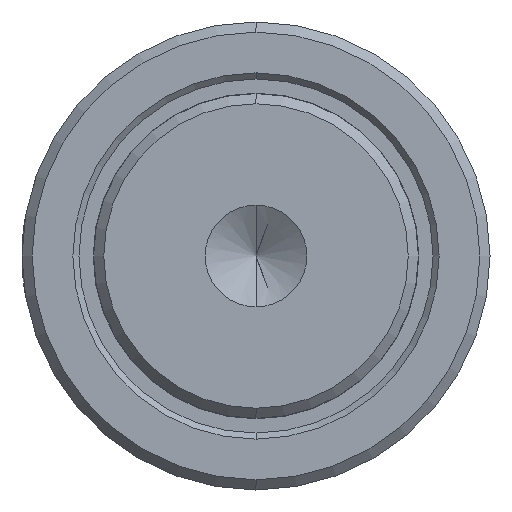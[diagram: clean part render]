
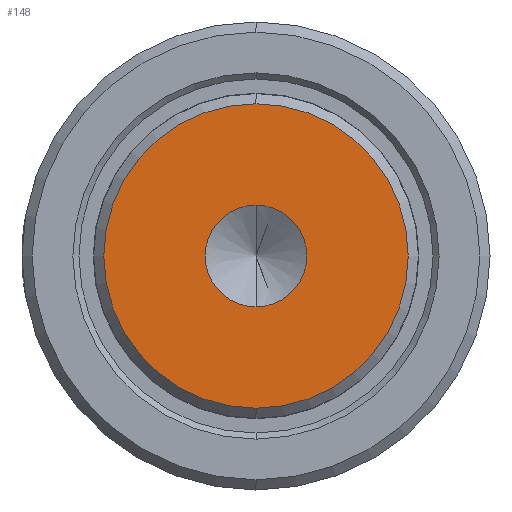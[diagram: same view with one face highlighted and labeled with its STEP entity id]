
A CAD part, left-side view. The second image highlights one B-rep face of the part: STEP entity #148.
In plain terms, the highlighted planar face has unit normal (-1, 0, 0).
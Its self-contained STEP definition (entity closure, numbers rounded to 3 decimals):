
#26 = DIRECTION ( 'NONE',  ( 0., 0., 1. ) ) ;
#36 = CIRCLE ( 'NONE', #1637, 7.48 ) ;
#52 = AXIS2_PLACEMENT_3D ( 'NONE', #1665, #1571, #1565 ) ;
#53 = DIRECTION ( 'NONE',  ( 0., 0., 1. ) ) ;
#148 = ADVANCED_FACE ( 'NONE', ( #359, #1469 ), #1679, .T. ) ;
#152 = DIRECTION ( 'NONE',  ( -1., 0., 0. ) ) ;
#160 = DIRECTION ( 'NONE',  ( 0., 0., 1. ) ) ;
#166 = DIRECTION ( 'NONE',  ( -1., 0., 0. ) ) ;
#178 = CARTESIAN_POINT ( 'NONE',  ( 0., 0., 0. ) ) ;
#179 = CARTESIAN_POINT ( 'NONE',  ( 0., 0., 0. ) ) ;
#268 = ORIENTED_EDGE ( 'NONE', *, *, #932, .F. ) ;
#320 = EDGE_LOOP ( 'NONE', ( #268, #439 ) ) ;
#359 = FACE_OUTER_BOUND ( 'NONE', #622, .T. ) ;
#439 = ORIENTED_EDGE ( 'NONE', *, *, #795, .F. ) ;
#523 = CIRCLE ( 'NONE', #1259, 7.48 ) ;
#527 = VERTEX_POINT ( 'NONE', #1210 ) ;
#622 = EDGE_LOOP ( 'NONE', ( #1611, #1127 ) ) ;
#795 = EDGE_CURVE ( 'NONE', #1690, #825, #1467, .T. ) ;
#825 = VERTEX_POINT ( 'NONE', #1227 ) ;
#887 = DIRECTION ( 'NONE',  ( 0., 0., 1. ) ) ;
#911 = DIRECTION ( 'NONE',  ( -1., 0., 0. ) ) ;
#915 = DIRECTION ( 'NONE',  ( -1., 0., 0. ) ) ;
#926 = CARTESIAN_POINT ( 'NONE',  ( 0., 0., 0. ) ) ;
#932 = EDGE_CURVE ( 'NONE', #825, #1690, #1627, .T. ) ;
#969 = AXIS2_PLACEMENT_3D ( 'NONE', #926, #915, #887 ) ;
#995 = EDGE_CURVE ( 'NONE', #527, #1732, #523, .T. ) ;
#1021 = EDGE_CURVE ( 'NONE', #1732, #527, #36, .T. ) ;
#1127 = ORIENTED_EDGE ( 'NONE', *, *, #995, .T. ) ;
#1145 = CARTESIAN_POINT ( 'NONE',  ( 0., 0., -2.5 ) ) ;
#1210 = CARTESIAN_POINT ( 'NONE',  ( 0., 0., 7.48 ) ) ;
#1227 = CARTESIAN_POINT ( 'NONE',  ( 0., 0., 2.5 ) ) ;
#1259 = AXIS2_PLACEMENT_3D ( 'NONE', #179, #166, #160 ) ;
#1467 = CIRCLE ( 'NONE', #1766, 2.5 ) ;
#1469 = FACE_BOUND ( 'NONE', #320, .T. ) ;
#1565 = DIRECTION ( 'NONE',  ( 0., 0., 1. ) ) ;
#1571 = DIRECTION ( 'NONE',  ( -1., 0., 0. ) ) ;
#1611 = ORIENTED_EDGE ( 'NONE', *, *, #1021, .T. ) ;
#1627 = CIRCLE ( 'NONE', #969, 2.5 ) ;
#1637 = AXIS2_PLACEMENT_3D ( 'NONE', #1762, #911, #26 ) ;
#1665 = CARTESIAN_POINT ( 'NONE',  ( 0., 0., 0. ) ) ;
#1679 = PLANE ( 'NONE',  #52 ) ;
#1690 = VERTEX_POINT ( 'NONE', #1145 ) ;
#1725 = CARTESIAN_POINT ( 'NONE',  ( 0., 0., -7.48 ) ) ;
#1732 = VERTEX_POINT ( 'NONE', #1725 ) ;
#1762 = CARTESIAN_POINT ( 'NONE',  ( 0., 0., 0. ) ) ;
#1766 = AXIS2_PLACEMENT_3D ( 'NONE', #178, #152, #53 ) ;
